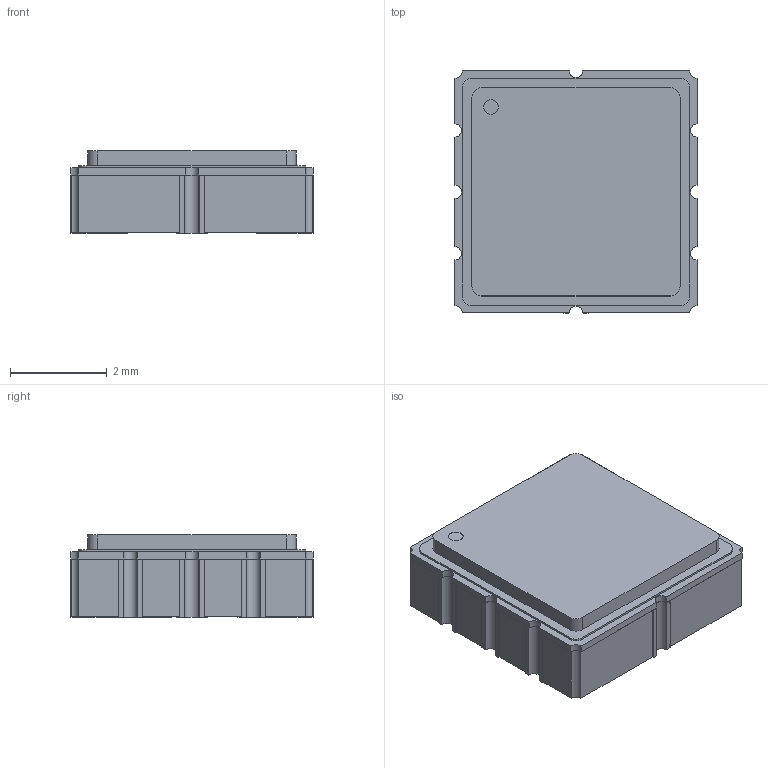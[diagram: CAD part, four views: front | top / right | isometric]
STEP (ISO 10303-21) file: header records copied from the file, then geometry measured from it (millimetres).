
FILE_DESCRIPTION (( 'STEP AP214' ), '1' );
FILE_NAME ('1F3B84F2-5805-4B41-AA0A-210A8C7FB8B0.STEP', '2023-02-16T02:15:14', ( '' ), ( '' ), 'SwSTEP 2.0', 'SolidWorks 2022', '' );
FILE_SCHEMA (( 'AUTOMOTIVE_DESIGN' ));
Length unit declared in the file: millimetre
Products named in the file (1): 1F3B84F2-5805-4B41-AA0A-210A8C7FB8B0
Bounding box: 5 x 5 x 1.7 mm (x, y, z)
Volume: 39.3 mm3; surface area: 84.7 mm2
Topology: 1 solids, 1 shells, 177 faces, 497 edges, 326 vertices
Faces by surface type: plane 110, cylinder 67
Entity records: 7694 total; most frequent: DIRECTION 1003, CARTESIAN_POINT 1001, ORIENTED_EDGE 994, EDGE_CURVE 497, LINE 347, VECTOR 347, AXIS2_PLACEMENT_3D 328, VERTEX_POINT 326
